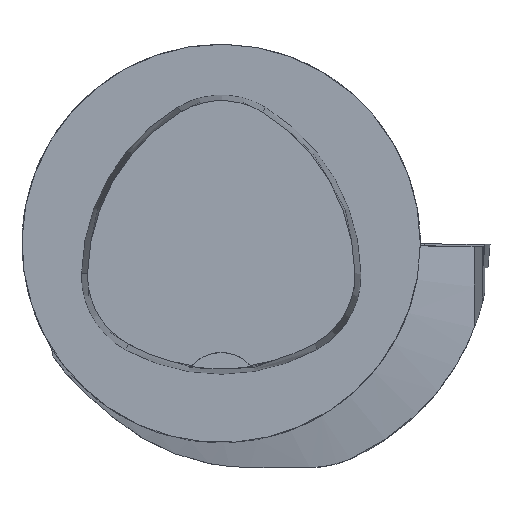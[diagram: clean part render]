
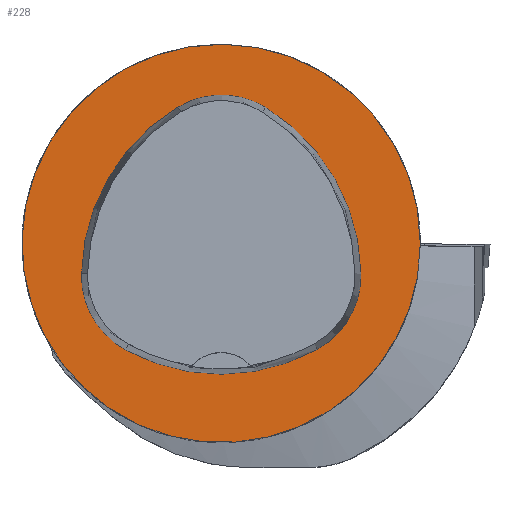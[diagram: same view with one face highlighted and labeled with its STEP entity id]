
A CAD part, top view. The second image highlights one B-rep face of the part: STEP entity #228.
In plain terms, the highlighted planar face has unit normal (0, 0, 1).
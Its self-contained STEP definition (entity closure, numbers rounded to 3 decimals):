
#228=ADVANCED_FACE('',(#449,#450),#276,.T.);
#276=PLANE('',#1301);
#449=FACE_BOUND('',#503,.T.);
#450=FACE_BOUND('',#504,.T.);
#503=EDGE_LOOP('',(#710,#711,#712,#713,#714,#715));
#504=EDGE_LOOP('',(#716));
#710=ORIENTED_EDGE('',*,*,#1054,.F.);
#711=ORIENTED_EDGE('',*,*,#1049,.F.);
#712=ORIENTED_EDGE('',*,*,#1044,.F.);
#713=ORIENTED_EDGE('',*,*,#1041,.F.);
#714=ORIENTED_EDGE('',*,*,#1038,.F.);
#715=ORIENTED_EDGE('',*,*,#1034,.F.);
#716=ORIENTED_EDGE('',*,*,#1016,.T.);
#901=VERTEX_POINT('',#1933);
#915=VERTEX_POINT('',#2013);
#916=VERTEX_POINT('',#2014);
#919=VERTEX_POINT('',#2022);
#921=VERTEX_POINT('',#2028);
#923=VERTEX_POINT('',#2034);
#927=VERTEX_POINT('',#2047);
#1016=EDGE_CURVE('',#901,#901,#1112,.T.);
#1034=EDGE_CURVE('',#915,#916,#1115,.T.);
#1038=EDGE_CURVE('',#916,#919,#1117,.T.);
#1041=EDGE_CURVE('',#919,#921,#1119,.T.);
#1044=EDGE_CURVE('',#921,#923,#1121,.T.);
#1049=EDGE_CURVE('',#923,#927,#1124,.T.);
#1054=EDGE_CURVE('',#927,#915,#1127,.T.);
#1112=CIRCLE('',#1270,20.);
#1115=CIRCLE('',#1279,20.);
#1117=CIRCLE('',#1282,8.5);
#1119=CIRCLE('',#1285,20.);
#1121=CIRCLE('',#1288,8.5);
#1124=CIRCLE('',#1292,20.);
#1127=CIRCLE('',#1296,8.5);
#1270=AXIS2_PLACEMENT_3D('',#1932,#1502,#1503);
#1279=AXIS2_PLACEMENT_3D('',#2012,#1522,#1523);
#1282=AXIS2_PLACEMENT_3D('',#2021,#1530,#1531);
#1285=AXIS2_PLACEMENT_3D('',#2027,#1537,#1538);
#1288=AXIS2_PLACEMENT_3D('',#2033,#1544,#1545);
#1292=AXIS2_PLACEMENT_3D('',#2046,#1553,#1554);
#1296=AXIS2_PLACEMENT_3D('',#2059,#1562,#1563);
#1301=AXIS2_PLACEMENT_3D('',#2064,#1572,#1573);
#1502=DIRECTION('',(0.,0.,1.));
#1503=DIRECTION('',(1.,0.,0.));
#1522=DIRECTION('',(0.,0.,1.));
#1523=DIRECTION('',(1.,0.,0.));
#1530=DIRECTION('',(0.,0.,1.));
#1531=DIRECTION('',(1.,0.,0.));
#1537=DIRECTION('',(0.,0.,1.));
#1538=DIRECTION('',(1.,0.,0.));
#1544=DIRECTION('',(0.,0.,1.));
#1545=DIRECTION('',(1.,0.,0.));
#1553=DIRECTION('',(0.,0.,1.));
#1554=DIRECTION('',(1.,0.,0.));
#1562=DIRECTION('',(0.,0.,1.));
#1563=DIRECTION('',(1.,0.,0.));
#1572=DIRECTION('',(0.,0.,1.));
#1573=DIRECTION('',(-1.,0.,0.));
#1932=CARTESIAN_POINT('',(0.,0.,0.));
#1933=CARTESIAN_POINT('',(20.,0.,0.));
#2012=CARTESIAN_POINT('',(-5.955,-3.414,0.));
#2013=CARTESIAN_POINT('',(14.041,-3.042,0.));
#2014=CARTESIAN_POINT('',(4.472,13.653,0.));
#2021=CARTESIAN_POINT('',(0.04,6.4,0.));
#2022=CARTESIAN_POINT('',(-4.347,13.68,0.));
#2027=CARTESIAN_POINT('',(5.976,-3.45,0.));
#2028=CARTESIAN_POINT('',(-14.021,-3.075,0.));
#2033=CARTESIAN_POINT('',(-5.522,-3.235,0.));
#2034=CARTESIAN_POINT('',(-9.588,-10.699,0.));
#2046=CARTESIAN_POINT('',(-0.022,6.864,0.));
#2047=CARTESIAN_POINT('',(9.655,-10.639,0.));
#2059=CARTESIAN_POINT('',(5.543,-3.2,0.));
#2064=CARTESIAN_POINT('',(0.,0.,0.));
